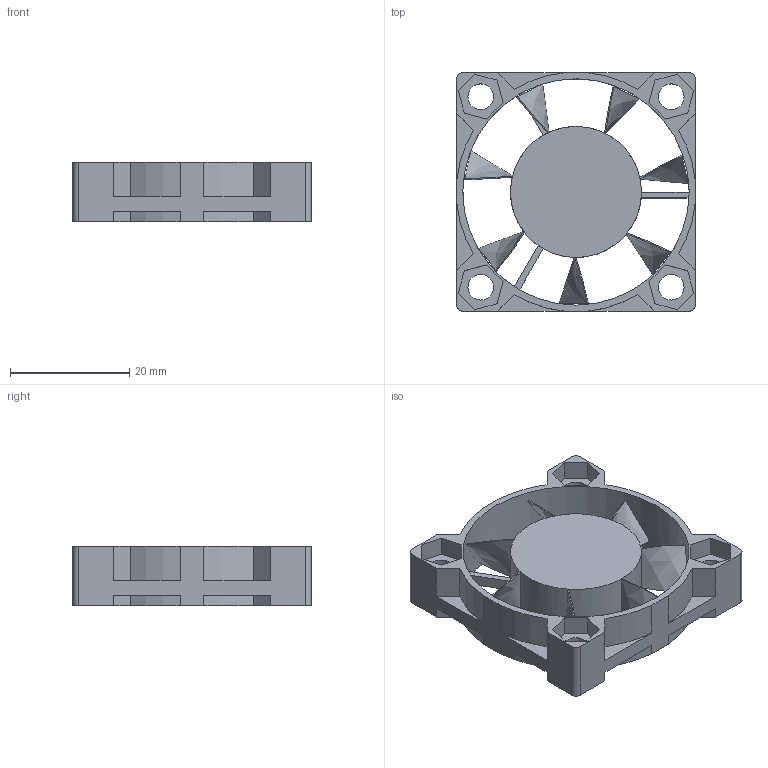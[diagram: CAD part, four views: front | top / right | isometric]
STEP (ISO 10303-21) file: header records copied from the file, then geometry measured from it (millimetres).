
FILE_DESCRIPTION(('FreeCAD Model'),'2;1');
FILE_NAME('fan-40x40mm.step','2014-12-09T22:30:19',('FreeCAD'),( 'FreeCAD'),'Open CASCADE STEP processor 6.7','FreeCAD','Unknown');
FILE_SCHEMA(('AUTOMOTIVE_DESIGN_CC2 { 1 2 10303 214 -1 1 5 4 }'));
Length unit declared in the file: millimetre
Products named in the file (1): fan-40x40mm-final
Bounding box: 40 x 40 x 10 mm (x, y, z)
Volume: 6702.7 mm3; surface area: 6920.1 mm2
Topology: 1 solids, 1 shells, 172 faces, 460 edges, 301 vertices
Faces by surface type: plane 115, cylinder 29, bspline 28
Full cylindrical faces by diameter (mm): 4.3 x4, 22 x1, 38 x1
Entity records: 19885 total; most frequent: CARTESIAN_POINT 11165, DIRECTION 1422, LINE 963, VECTOR 963, ORIENTED_EDGE 920, PCURVE 920, DEFINITIONAL_REPRESENTATION 920, EDGE_CURVE 460
